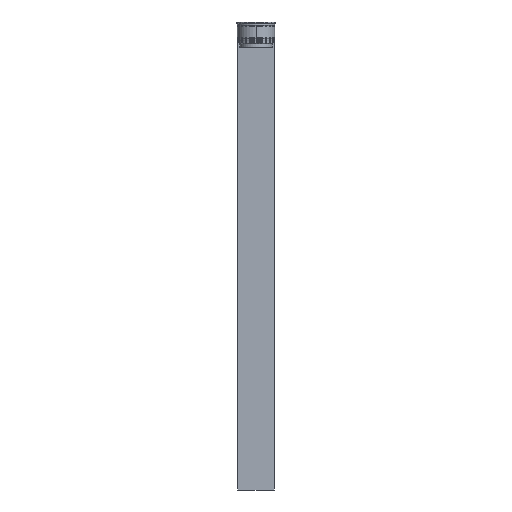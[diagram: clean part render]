
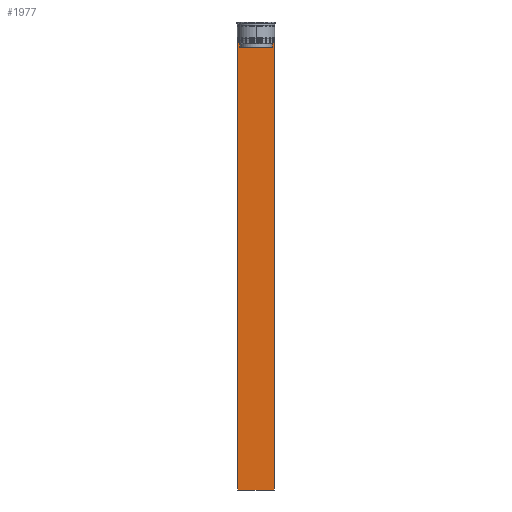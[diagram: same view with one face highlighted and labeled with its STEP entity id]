
A CAD part, left-side view. The second image highlights one B-rep face of the part: STEP entity #1977.
In plain terms, the highlighted planar face has unit normal (-1, 0, 0).
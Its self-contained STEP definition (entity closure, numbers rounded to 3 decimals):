
#48 = CARTESIAN_POINT ( 'NONE',  ( -0.5, 10.889, -14.5 ) ) ;
#49 = VECTOR ( 'NONE', #95, 1000. ) ;
#61 = VERTEX_POINT ( 'NONE', #606 ) ;
#95 = DIRECTION ( 'NONE',  ( 0., 1., 0. ) ) ;
#100 = VECTOR ( 'NONE', #1369, 1000. ) ;
#140 = CARTESIAN_POINT ( 'NONE',  ( -0.5, -12.25, -14. ) ) ;
#193 = VERTEX_POINT ( 'NONE', #1777 ) ;
#220 = CARTESIAN_POINT ( 'NONE',  ( -0.5, 10.889, 0. ) ) ;
#239 = FACE_OUTER_BOUND ( 'NONE', #1241, .T. ) ;
#297 = EDGE_CURVE ( 'NONE', #2271, #2618, #341, .T. ) ;
#311 = LINE ( 'NONE', #2008, #1614 ) ;
#317 = CARTESIAN_POINT ( 'NONE',  ( -0.5, -12.25, 10.52 ) ) ;
#341 = B_SPLINE_CURVE_WITH_KNOTS ( 'NONE', 3,
 ( #2600, #2388, #1328, #48 ),
 .UNSPECIFIED., .F., .F.,
 ( 4, 4 ),
 ( 0.019, 0.02 ),
 .UNSPECIFIED. ) ;
#359 = CARTESIAN_POINT ( 'NONE',  ( -0.5, 11.389, -14. ) ) ;
#391 = EDGE_CURVE ( 'NONE', #2757, #193, #311, .T. ) ;
#418 = VECTOR ( 'NONE', #433, 1000. ) ;
#431 = EDGE_CURVE ( 'NONE', #2731, #667, #554, .T. ) ;
#433 = DIRECTION ( 'NONE',  ( 0., -1., 0. ) ) ;
#448 = CARTESIAN_POINT ( 'NONE',  ( -0.5, -11.222, -14.167 ) ) ;
#520 = ORIENTED_EDGE ( 'NONE', *, *, #899, .F. ) ;
#528 = LINE ( 'NONE', #317, #2170 ) ;
#554 = LINE ( 'NONE', #2049, #100 ) ;
#586 = DIRECTION ( 'NONE',  ( 0., 0., -1. ) ) ;
#606 = CARTESIAN_POINT ( 'NONE',  ( -0.5, -11.389, -14. ) ) ;
#654 = ORIENTED_EDGE ( 'NONE', *, *, #297, .F. ) ;
#667 = VERTEX_POINT ( 'NONE', #1589 ) ;
#679 = CARTESIAN_POINT ( 'NONE',  ( -0.5, -10.889, -17. ) ) ;
#706 = CARTESIAN_POINT ( 'NONE',  ( -0.5, 10.889, -17. ) ) ;
#862 = EDGE_CURVE ( 'NONE', #1758, #2120, #528, .T. ) ;
#897 = LINE ( 'NONE', #2380, #1573 ) ;
#899 = EDGE_CURVE ( 'NONE', #2731, #2271, #2069, .T. ) ;
#922 = ORIENTED_EDGE ( 'NONE', *, *, #391, .F. ) ;
#934 = CARTESIAN_POINT ( 'NONE',  ( -0.5, -11.389, -14. ) ) ;
#1117 = CARTESIAN_POINT ( 'NONE',  ( -0.5, 12.25, -14. ) ) ;
#1137 = EDGE_CURVE ( 'NONE', #61, #1758, #897, .T. ) ;
#1170 = LINE ( 'NONE', #1854, #49 ) ;
#1241 = EDGE_LOOP ( 'NONE', ( #654, #520, #2341, #1548, #1814, #2788, #2164, #922, #2707, #1960 ) ) ;
#1323 = VECTOR ( 'NONE', #2595, 1000. ) ;
#1327 = LINE ( 'NONE', #1337, #418 ) ;
#1328 = CARTESIAN_POINT ( 'NONE',  ( -0.5, 11.055, -14.333 ) ) ;
#1337 = CARTESIAN_POINT ( 'NONE',  ( -0.5, 10.9, -17. ) ) ;
#1360 = B_SPLINE_CURVE_WITH_KNOTS ( 'NONE', 3,
 ( #2404, #1557, #448, #934 ),
 .UNSPECIFIED., .F., .F.,
 ( 4, 4 ),
 ( 0.05, 0.051 ),
 .UNSPECIFIED. ) ;
#1369 = DIRECTION ( 'NONE',  ( 0., 0., -1. ) ) ;
#1393 = EDGE_CURVE ( 'NONE', #2618, #1530, #2151, .T. ) ;
#1520 = CARTESIAN_POINT ( 'NONE',  ( -0.5, 10.889, -14.5 ) ) ;
#1530 = VERTEX_POINT ( 'NONE', #706 ) ;
#1548 = ORIENTED_EDGE ( 'NONE', *, *, #1678, .F. ) ;
#1557 = CARTESIAN_POINT ( 'NONE',  ( -0.5, -11.055, -14.333 ) ) ;
#1573 = VECTOR ( 'NONE', #2433, 1000. ) ;
#1589 = CARTESIAN_POINT ( 'NONE',  ( -0.5, 12.25, -314. ) ) ;
#1601 = CARTESIAN_POINT ( 'NONE',  ( -0.5, -12.25, -314. ) ) ;
#1614 = VECTOR ( 'NONE', #1615, 1000. ) ;
#1615 = DIRECTION ( 'NONE',  ( 0., 0., 1. ) ) ;
#1678 = EDGE_CURVE ( 'NONE', #2120, #667, #1170, .T. ) ;
#1748 = DIRECTION ( 'NONE',  ( -1., 0., 0. ) ) ;
#1758 = VERTEX_POINT ( 'NONE', #140 ) ;
#1777 = CARTESIAN_POINT ( 'NONE',  ( -0.5, -10.889, -14.5 ) ) ;
#1814 = ORIENTED_EDGE ( 'NONE', *, *, #862, .F. ) ;
#1854 = CARTESIAN_POINT ( 'NONE',  ( -0.5, -12.25, -314. ) ) ;
#1875 = DIRECTION ( 'NONE',  ( 0., 0., -1. ) ) ;
#1927 = EDGE_CURVE ( 'NONE', #1530, #2757, #1327, .T. ) ;
#1942 = VECTOR ( 'NONE', #586, 1000. ) ;
#1960 = ORIENTED_EDGE ( 'NONE', *, *, #1393, .F. ) ;
#1977 = ADVANCED_FACE ( 'NONE', ( #239 ), #2412, .T. ) ;
#2008 = CARTESIAN_POINT ( 'NONE',  ( -0.5, -10.889, 0. ) ) ;
#2049 = CARTESIAN_POINT ( 'NONE',  ( -0.5, 12.25, 10.52 ) ) ;
#2069 = LINE ( 'NONE', #2702, #1323 ) ;
#2120 = VERTEX_POINT ( 'NONE', #1601 ) ;
#2151 = LINE ( 'NONE', #220, #1942 ) ;
#2164 = ORIENTED_EDGE ( 'NONE', *, *, #2766, .F. ) ;
#2170 = VECTOR ( 'NONE', #1875, 1000. ) ;
#2207 = AXIS2_PLACEMENT_3D ( 'NONE', #2599, #1748, #2632 ) ;
#2271 = VERTEX_POINT ( 'NONE', #359 ) ;
#2341 = ORIENTED_EDGE ( 'NONE', *, *, #431, .T. ) ;
#2380 = CARTESIAN_POINT ( 'NONE',  ( -0.5, -12.25, -14. ) ) ;
#2388 = CARTESIAN_POINT ( 'NONE',  ( -0.5, 11.222, -14.167 ) ) ;
#2404 = CARTESIAN_POINT ( 'NONE',  ( -0.5, -10.889, -14.5 ) ) ;
#2412 = PLANE ( 'NONE',  #2207 ) ;
#2433 = DIRECTION ( 'NONE',  ( 0., -1., 0. ) ) ;
#2595 = DIRECTION ( 'NONE',  ( 0., -1., 0. ) ) ;
#2599 = CARTESIAN_POINT ( 'NONE',  ( -0.5, -12.25, 10.52 ) ) ;
#2600 = CARTESIAN_POINT ( 'NONE',  ( -0.5, 11.389, -14. ) ) ;
#2618 = VERTEX_POINT ( 'NONE', #1520 ) ;
#2632 = DIRECTION ( 'NONE',  ( 0., 0., 1. ) ) ;
#2702 = CARTESIAN_POINT ( 'NONE',  ( -0.5, -12.25, -14. ) ) ;
#2707 = ORIENTED_EDGE ( 'NONE', *, *, #1927, .F. ) ;
#2731 = VERTEX_POINT ( 'NONE', #1117 ) ;
#2757 = VERTEX_POINT ( 'NONE', #679 ) ;
#2766 = EDGE_CURVE ( 'NONE', #193, #61, #1360, .T. ) ;
#2788 = ORIENTED_EDGE ( 'NONE', *, *, #1137, .F. ) ;
